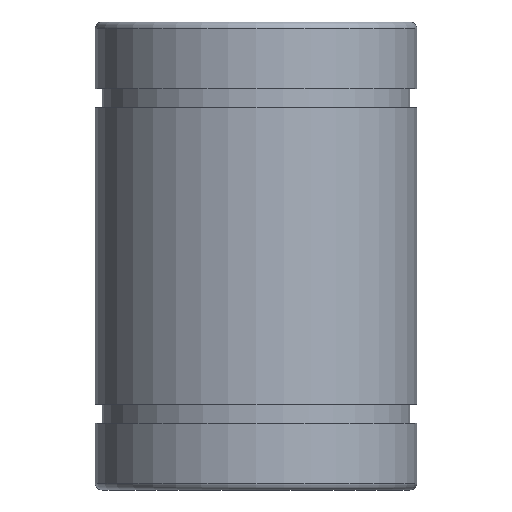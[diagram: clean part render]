
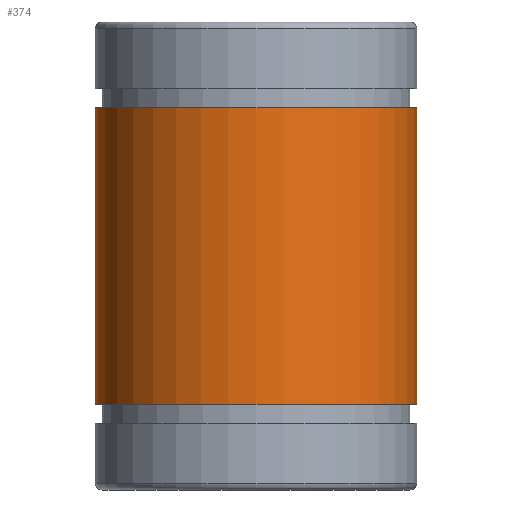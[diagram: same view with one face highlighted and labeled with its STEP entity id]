
A CAD part, front view. The second image highlights one B-rep face of the part: STEP entity #374.
In plain terms, the highlighted cylindrical face has radius 11 mm (diameter 22 mm), a partial arc.
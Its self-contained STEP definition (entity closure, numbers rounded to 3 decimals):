
#2 = EDGE_LOOP ( 'NONE', ( #13, #12, #40, #5 ) ) ;
#5 = ORIENTED_EDGE ( 'NONE', *, *, #863, .F. ) ;
#12 = ORIENTED_EDGE ( 'NONE', *, *, #865, .T. ) ;
#13 = ORIENTED_EDGE ( 'NONE', *, *, #864, .F. ) ;
#40 = ORIENTED_EDGE ( 'NONE', *, *, #897, .T. ) ;
#168 = FACE_OUTER_BOUND ( 'NONE', #2, .T. ) ;
#171 = CYLINDRICAL_SURFACE ( 'NONE', #931, 11. ) ;
#269 = LINE ( 'NONE', #692, #274 ) ;
#274 = VECTOR ( 'NONE', #693, 1000. ) ;
#279 = CIRCLE ( 'NONE', #991, 11. ) ;
#281 = CIRCLE ( 'NONE', #997, 11. ) ;
#319 = VECTOR ( 'NONE', #780, 1000. ) ;
#321 = LINE ( 'NONE', #773, #319 ) ;
#374 = ADVANCED_FACE ( 'NONE', ( #168 ), #171, .T. ) ;
#428 = VERTEX_POINT ( 'NONE', #640 ) ;
#429 = VERTEX_POINT ( 'NONE', #641 ) ;
#430 = VERTEX_POINT ( 'NONE', #642 ) ;
#431 = VERTEX_POINT ( 'NONE', #643 ) ;
#470 = DIRECTION ( 'NONE',  ( 1., 0., 0. ) ) ;
#471 = DIRECTION ( 'NONE',  ( 0., 0., 1. ) ) ;
#472 = CARTESIAN_POINT ( 'NONE',  ( 0., 0., 16. ) ) ;
#640 = CARTESIAN_POINT ( 'NONE',  ( 11., 0., -10.15 ) ) ;
#641 = CARTESIAN_POINT ( 'NONE',  ( -11., 0., -10.15 ) ) ;
#642 = CARTESIAN_POINT ( 'NONE',  ( -11., 0., 10.15 ) ) ;
#643 = CARTESIAN_POINT ( 'NONE',  ( 11., 0., 10.15 ) ) ;
#679 = CARTESIAN_POINT ( 'NONE',  ( 0., 0., -10.15 ) ) ;
#688 = CARTESIAN_POINT ( 'NONE',  ( 0., 0., 10.15 ) ) ;
#690 = DIRECTION ( 'NONE',  ( 0., 0., 1. ) ) ;
#691 = DIRECTION ( 'NONE',  ( 1., 0., 0. ) ) ;
#692 = CARTESIAN_POINT ( 'NONE',  ( -11., 0., 16. ) ) ;
#693 = DIRECTION ( 'NONE',  ( 0., 0., 1. ) ) ;
#694 = DIRECTION ( 'NONE',  ( 0., 0., 1. ) ) ;
#695 = DIRECTION ( 'NONE',  ( 1., 0., 0. ) ) ;
#773 = CARTESIAN_POINT ( 'NONE',  ( 11., 0., 16. ) ) ;
#780 = DIRECTION ( 'NONE',  ( 0., 0., 1. ) ) ;
#863 = EDGE_CURVE ( 'NONE', #430, #431, #279, .T. ) ;
#864 = EDGE_CURVE ( 'NONE', #429, #430, #269, .T. ) ;
#865 = EDGE_CURVE ( 'NONE', #429, #428, #281, .T. ) ;
#897 = EDGE_CURVE ( 'NONE', #428, #431, #321, .T. ) ;
#931 = AXIS2_PLACEMENT_3D ( 'NONE', #472, #471, #470 ) ;
#991 = AXIS2_PLACEMENT_3D ( 'NONE', #688, #690, #691 ) ;
#997 = AXIS2_PLACEMENT_3D ( 'NONE', #679, #694, #695 ) ;
